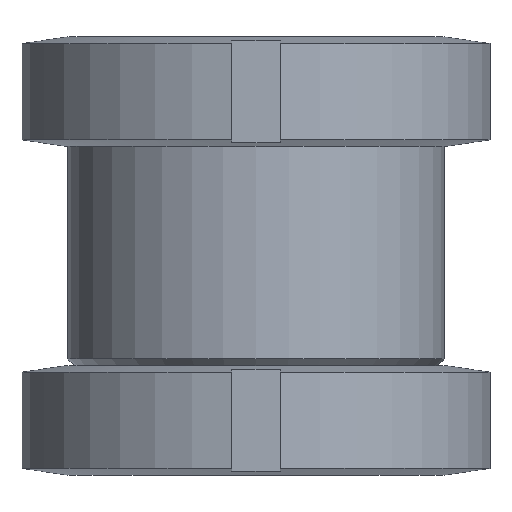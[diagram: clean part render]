
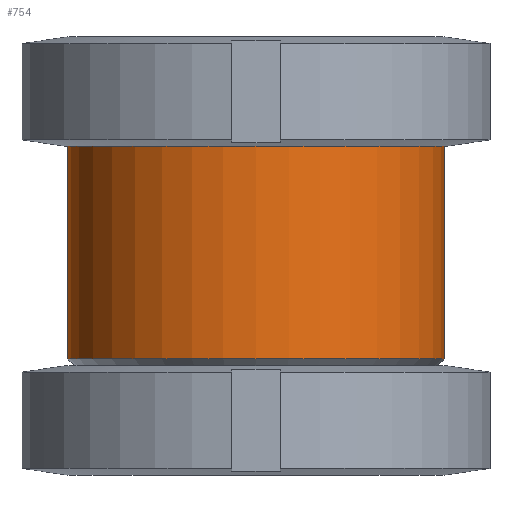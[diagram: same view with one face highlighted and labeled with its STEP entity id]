
A CAD part, front view. The second image highlights one B-rep face of the part: STEP entity #754.
In plain terms, the highlighted cylindrical face has radius 23.2 mm (diameter 46.4 mm), a partial arc.
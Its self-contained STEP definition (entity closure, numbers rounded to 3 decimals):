
#480=EDGE_CURVE('',#1010,#894,#1247,.T.);
#754=ADVANCED_FACE('',(#1548),#1549,.T.);
#860=VERTEX_POINT('',#1668);
#894=VERTEX_POINT('',#1707);
#930=EDGE_CURVE('',#1010,#860,#1751,.T.);
#1010=VERTEX_POINT('',#1840);
#1028=EDGE_CURVE('',#894,#1124,#1860,.T.);
#1108=EDGE_CURVE('',#1124,#860,#1947,.T.);
#1124=VERTEX_POINT('',#1964);
#1247=LINE('',#2138,#2139);
#1548=FACE_OUTER_BOUND('',#2697,.T.);
#1549=CYLINDRICAL_SURFACE('',#2698,23.2);
#1668=CARTESIAN_POINT('',(-23.2,0.,40.5));
#1707=CARTESIAN_POINT('',(23.2,0.,14.31));
#1751=CIRCLE('',#3075,23.2);
#1840=CARTESIAN_POINT('',(23.2,0.,40.5));
#1860=CIRCLE('',#3302,23.2);
#1947=LINE('',#3490,#3491);
#1964=CARTESIAN_POINT('',(-23.2,0.,14.31));
#2138=CARTESIAN_POINT('',(23.2,0.,27.405));
#2139=VECTOR('',#3653,1.0);
#2697=EDGE_LOOP('',(#3987,#3988,#3989,#3990));
#2698=AXIS2_PLACEMENT_3D('',#3991,#3992,#3993);
#3075=AXIS2_PLACEMENT_3D('',#4249,#4250,#4251);
#3302=AXIS2_PLACEMENT_3D('',#4355,#4356,#4357);
#3490=CARTESIAN_POINT('',(-23.2,0.,27.405));
#3491=VECTOR('',#4441,1.0);
#3653=DIRECTION('',(0.0,0.,-1.0));
#3987=ORIENTED_EDGE('',*,*,#480,.F.);
#3988=ORIENTED_EDGE('',*,*,#930,.T.);
#3989=ORIENTED_EDGE('',*,*,#1108,.F.);
#3990=ORIENTED_EDGE('',*,*,#1028,.F.);
#3991=CARTESIAN_POINT('',(0.0,0.,27.405));
#3992=DIRECTION('',(-0.0,0.,1.0));
#3993=DIRECTION('',(1.0,0.0,0.0));
#4249=CARTESIAN_POINT('',(0.0,0.,40.5));
#4250=DIRECTION('',(0.0,0.,-1.0));
#4251=DIRECTION('',(1.0,0.0,0.0));
#4355=CARTESIAN_POINT('',(0.0,0.,14.31));
#4356=DIRECTION('',(0.0,0.,-1.0));
#4357=DIRECTION('',(1.0,0.0,0.0));
#4441=DIRECTION('',(-0.0,0.,1.0));
